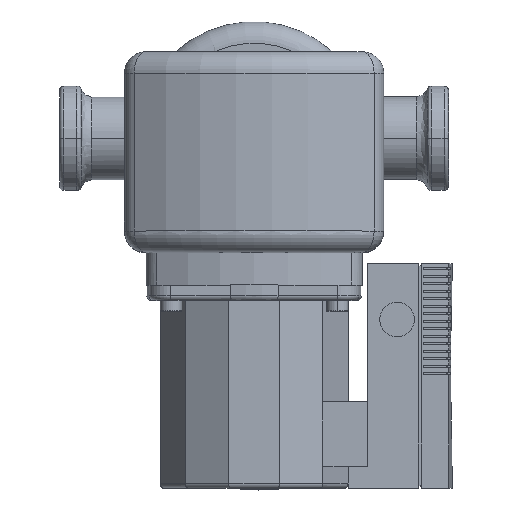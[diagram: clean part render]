
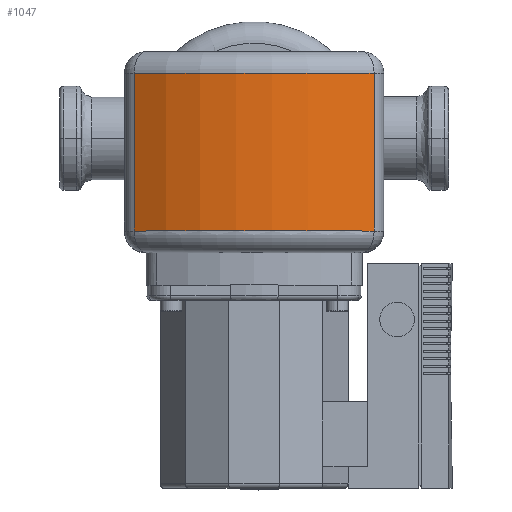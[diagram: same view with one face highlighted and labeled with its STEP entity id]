
A CAD part, top view. The second image highlights one B-rep face of the part: STEP entity #1047.
In plain terms, the highlighted cylindrical face has radius 100 mm (diameter 200 mm), a partial arc.
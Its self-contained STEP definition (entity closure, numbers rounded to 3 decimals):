
#823=CARTESIAN_POINT('',(34.444,-43.,53.148));
#824=VERTEX_POINT('',#823);
#867=CARTESIAN_POINT('',(145.556,-43.,53.148));
#868=VERTEX_POINT('',#867);
#876=CARTESIAN_POINT('',(90.,-43.,-30.));
#877=DIRECTION('',(0.0,-1.0,0.0));
#878=DIRECTION('',(0.0,0.0,1.0));
#879=AXIS2_PLACEMENT_3D('',#876,#877,#878);
#880=CIRCLE('',#879,100.);
#881=EDGE_CURVE('',#868,#824,#880,.T.);
#997=CARTESIAN_POINT('',(34.444,30.,53.148));
#998=VERTEX_POINT('',#997);
#999=CARTESIAN_POINT('',(34.444,30.,53.148));
#1000=DIRECTION('',(0.0,-1.0,0.0));
#1001=VECTOR('',#1000,73.0);
#1002=LINE('',#999,#1001);
#1003=EDGE_CURVE('',#998,#824,#1002,.T.);
#1023=CARTESIAN_POINT('',(90.,0.,-30.));
#1024=DIRECTION('',(0.,1.0,0.));
#1025=DIRECTION('',(-0.6,0.,0.8));
#1026=AXIS2_PLACEMENT_3D('',#1023,#1024,#1025);
#1027=CYLINDRICAL_SURFACE('',#1026,100.);
#1028=ORIENTED_EDGE('',*,*,#881,.F.);
#1029=CARTESIAN_POINT('',(145.556,30.0,53.148));
#1030=VERTEX_POINT('',#1029);
#1031=CARTESIAN_POINT('',(145.556,30.0,53.148));
#1032=DIRECTION('',(0.0,-1.0,0.0));
#1033=VECTOR('',#1032,73.0);
#1034=LINE('',#1031,#1033);
#1035=EDGE_CURVE('',#1030,#868,#1034,.T.);
#1036=ORIENTED_EDGE('',*,*,#1035,.F.);
#1037=CARTESIAN_POINT('',(90.,30.,-30.));
#1038=DIRECTION('',(0.0,1.0,0.0));
#1039=DIRECTION('',(0.0,0.0,1.0));
#1040=AXIS2_PLACEMENT_3D('',#1037,#1038,#1039);
#1041=CIRCLE('',#1040,100.);
#1042=EDGE_CURVE('',#998,#1030,#1041,.T.);
#1043=ORIENTED_EDGE('',*,*,#1042,.F.);
#1044=ORIENTED_EDGE('',*,*,#1003,.T.);
#1045=EDGE_LOOP('',(#1028,#1036,#1043,#1044));
#1046=FACE_OUTER_BOUND('',#1045,.T.);
#1047=ADVANCED_FACE('',(#1046),#1027,.T.);
